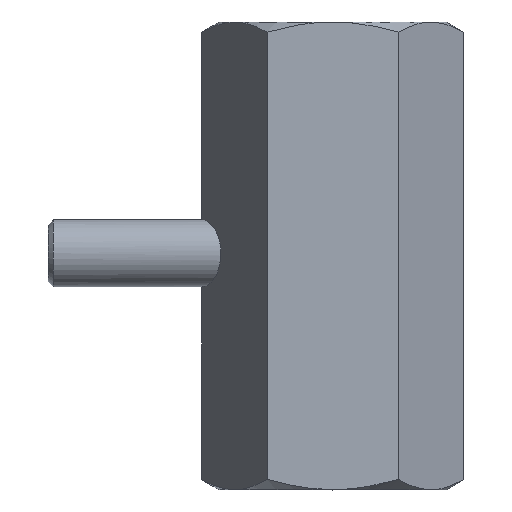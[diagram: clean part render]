
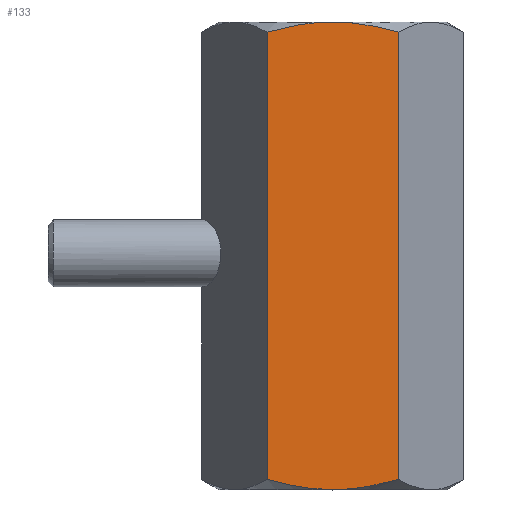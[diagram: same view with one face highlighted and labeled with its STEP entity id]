
A CAD part, top view. The second image highlights one B-rep face of the part: STEP entity #133.
In plain terms, the highlighted planar face has unit normal (0, 0, 1).
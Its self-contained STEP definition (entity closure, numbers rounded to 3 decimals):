
#133=ADVANCED_FACE('',(#266),#267,.T.);
#266=FACE_OUTER_BOUND('',#393,.T.);
#267=PLANE('',#394);
#393=EDGE_LOOP('',(#702,#703,#704,#705,#706,#707));
#394=AXIS2_PLACEMENT_3D('',#708,#709,#710);
#702=ORIENTED_EDGE('',*,*,#817,.F.);
#703=ORIENTED_EDGE('',*,*,#811,.F.);
#704=ORIENTED_EDGE('',*,*,#864,.T.);
#705=ORIENTED_EDGE('',*,*,#842,.F.);
#706=ORIENTED_EDGE('',*,*,#838,.F.);
#707=ORIENTED_EDGE('',*,*,#862,.F.);
#708=CARTESIAN_POINT('',(0.,-1.0,8.5));
#709=DIRECTION('',(0.,0.0,1.0));
#710=DIRECTION('',(1.0,0.0,0.));
#811=EDGE_CURVE('',#978,#979,#980,.T.);
#817=EDGE_CURVE('',#979,#985,#989,.T.);
#838=EDGE_CURVE('',#1014,#1015,#1016,.T.);
#842=EDGE_CURVE('',#1015,#1020,#1021,.T.);
#862=EDGE_CURVE('',#985,#1014,#1043,.T.);
#864=EDGE_CURVE('',#978,#1020,#1045,.T.);
#978=VERTEX_POINT('',#1283);
#979=VERTEX_POINT('',#1284);
#980=(B_SPLINE_CURVE(2,(#1286,#1287,#1288,#1289,#1290),.UNSPECIFIED.,.F.,.F.)B_SPLINE_CURVE_WITH_KNOTS((3,2,3),(0.0,4.984,9.968),.UNSPECIFIED.)RATIONAL_B_SPLINE_CURVE((1.0,1.038,1.0,1.038,1.0))BOUNDED_CURVE()REPRESENTATION_ITEM('')GEOMETRIC_REPRESENTATION_ITEM()CURVE());
#985=VERTEX_POINT('',#1312);
#989=(B_SPLINE_CURVE(2,(#1328,#1329,#1330,#1331,#1332),.UNSPECIFIED.,.F.,.F.)B_SPLINE_CURVE_WITH_KNOTS((3,2,3),(0.0,4.984,9.968),.UNSPECIFIED.)RATIONAL_B_SPLINE_CURVE((1.0,1.038,1.0,1.038,1.0))BOUNDED_CURVE()REPRESENTATION_ITEM('')GEOMETRIC_REPRESENTATION_ITEM()CURVE());
#1014=VERTEX_POINT('',#1440);
#1015=VERTEX_POINT('',#1441);
#1016=(B_SPLINE_CURVE(2,(#1443,#1444,#1445,#1446,#1447),.UNSPECIFIED.,.F.,.F.)B_SPLINE_CURVE_WITH_KNOTS((3,2,3),(0.0,4.984,9.968),.UNSPECIFIED.)RATIONAL_B_SPLINE_CURVE((1.0,1.038,1.0,1.038,1.0))BOUNDED_CURVE()REPRESENTATION_ITEM('')GEOMETRIC_REPRESENTATION_ITEM()CURVE());
#1020=VERTEX_POINT('',#1468);
#1021=(B_SPLINE_CURVE(2,(#1470,#1471,#1472,#1473,#1474),.UNSPECIFIED.,.F.,.F.)B_SPLINE_CURVE_WITH_KNOTS((3,2,3),(0.0,4.984,9.968),.UNSPECIFIED.)RATIONAL_B_SPLINE_CURVE((1.0,1.038,1.0,1.038,1.0))BOUNDED_CURVE()REPRESENTATION_ITEM('')GEOMETRIC_REPRESENTATION_ITEM()CURVE());
#1043=LINE('',#1546,#1547);
#1045=LINE('',#1549,#1550);
#1283=CARTESIAN_POINT('',(4.907,0.759,8.5));
#1284=CARTESIAN_POINT('',(0.,0.0,8.5));
#1286=CARTESIAN_POINT('',(4.913,0.761,8.5));
#1287=CARTESIAN_POINT('',(2.28,0.,8.5));
#1288=CARTESIAN_POINT('',(0.,0.,8.5));
#1289=CARTESIAN_POINT('',(-2.28,0.,8.5));
#1290=CARTESIAN_POINT('',(-4.913,0.761,8.5));
#1312=CARTESIAN_POINT('',(-4.907,0.759,8.5));
#1328=CARTESIAN_POINT('',(4.913,0.761,8.5));
#1329=CARTESIAN_POINT('',(2.28,0.,8.5));
#1330=CARTESIAN_POINT('',(0.,0.,8.5));
#1331=CARTESIAN_POINT('',(-2.28,0.,8.5));
#1332=CARTESIAN_POINT('',(-4.913,0.761,8.5));
#1440=CARTESIAN_POINT('',(-4.907,34.241,8.5));
#1441=CARTESIAN_POINT('',(0.,35.0,8.5));
#1443=CARTESIAN_POINT('',(-4.913,34.239,8.5));
#1444=CARTESIAN_POINT('',(-2.28,35.0,8.5));
#1445=CARTESIAN_POINT('',(0.,35.0,8.5));
#1446=CARTESIAN_POINT('',(2.28,35.0,8.5));
#1447=CARTESIAN_POINT('',(4.913,34.239,8.5));
#1468=CARTESIAN_POINT('',(4.907,34.241,8.5));
#1470=CARTESIAN_POINT('',(-4.913,34.239,8.5));
#1471=CARTESIAN_POINT('',(-2.28,35.0,8.5));
#1472=CARTESIAN_POINT('',(0.,35.0,8.5));
#1473=CARTESIAN_POINT('',(2.28,35.0,8.5));
#1474=CARTESIAN_POINT('',(4.913,34.239,8.5));
#1546=CARTESIAN_POINT('',(-4.907,-1.0,8.5));
#1547=VECTOR('',#1688,1.0);
#1549=CARTESIAN_POINT('',(4.907,-1.0,8.5));
#1550=VECTOR('',#1689,1.0);
#1688=DIRECTION('',(0.0,1.0,0.0));
#1689=DIRECTION('',(0.0,1.0,0.0));
